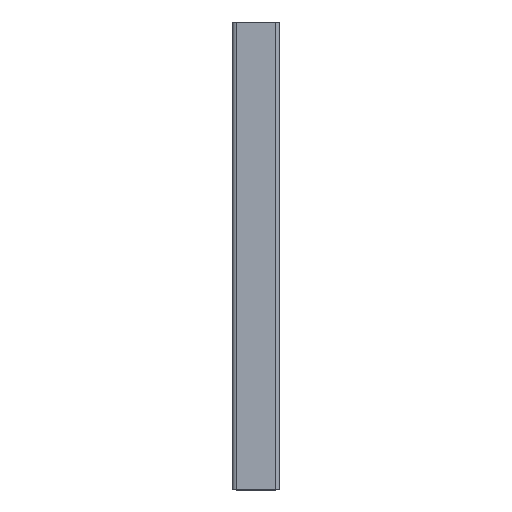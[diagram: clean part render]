
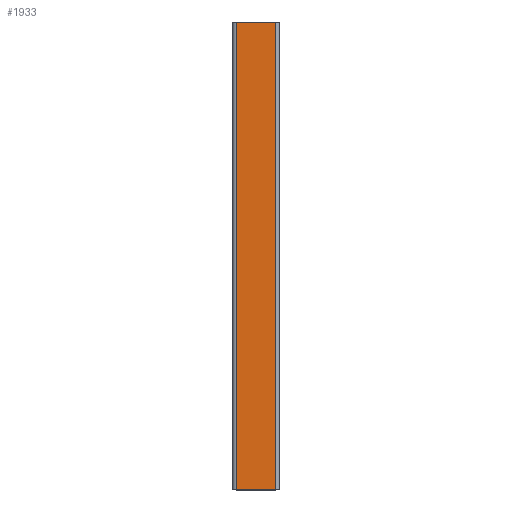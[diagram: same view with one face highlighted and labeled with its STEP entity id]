
A CAD part, top view. The second image highlights one B-rep face of the part: STEP entity #1933.
In plain terms, the highlighted planar face has unit normal (0, 0, 1).
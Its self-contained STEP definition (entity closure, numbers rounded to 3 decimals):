
#419 = DIRECTION ( 'NONE',  ( 0., -1., 0. ) ) ;
#443 = DIRECTION ( 'NONE',  ( 1., 0., 0. ) ) ;
#509 = CARTESIAN_POINT ( 'NONE',  ( -8.5, 0., 10. ) ) ;
#537 = CARTESIAN_POINT ( 'NONE',  ( 0., 200., 10. ) ) ;
#576 = VECTOR ( 'NONE', #2978, 1000. ) ;
#581 = VERTEX_POINT ( 'NONE', #737 ) ;
#618 = AXIS2_PLACEMENT_3D ( 'NONE', #860, #810, #443 ) ;
#645 = EDGE_CURVE ( 'NONE', #581, #1149, #3806, .T. ) ;
#694 = VECTOR ( 'NONE', #3814, 1000. ) ;
#737 = CARTESIAN_POINT ( 'NONE',  ( 8.5, 200., 10. ) ) ;
#779 = ORIENTED_EDGE ( 'NONE', *, *, #645, .F. ) ;
#810 = DIRECTION ( 'NONE',  ( 0., 0., 1. ) ) ;
#860 = CARTESIAN_POINT ( 'NONE',  ( -8.5, 0., 10. ) ) ;
#903 = ORIENTED_EDGE ( 'NONE', *, *, #1640, .F. ) ;
#1149 = VERTEX_POINT ( 'NONE', #2110 ) ;
#1352 = DIRECTION ( 'NONE',  ( 1., 0., 0. ) ) ;
#1376 = VERTEX_POINT ( 'NONE', #1609 ) ;
#1471 = LINE ( 'NONE', #537, #4873 ) ;
#1546 = CARTESIAN_POINT ( 'NONE',  ( -8.5, 200., 10. ) ) ;
#1609 = CARTESIAN_POINT ( 'NONE',  ( -8.5, 0., 10. ) ) ;
#1640 = EDGE_CURVE ( 'NONE', #2473, #581, #1471, .T. ) ;
#1642 = EDGE_CURVE ( 'NONE', #1376, #1149, #3802, .T. ) ;
#1933 = ADVANCED_FACE ( 'NONE', ( #4563 ), #4036, .T. ) ;
#1944 = ORIENTED_EDGE ( 'NONE', *, *, #4441, .T. ) ;
#2041 = VECTOR ( 'NONE', #419, 1000. ) ;
#2110 = CARTESIAN_POINT ( 'NONE',  ( 8.5, 0., 10. ) ) ;
#2473 = VERTEX_POINT ( 'NONE', #1546 ) ;
#2978 = DIRECTION ( 'NONE',  ( 1., 0., 0. ) ) ;
#3802 = LINE ( 'NONE', #4989, #576 ) ;
#3806 = LINE ( 'NONE', #4077, #2041 ) ;
#3814 = DIRECTION ( 'NONE',  ( 0., -1., 0. ) ) ;
#3938 = LINE ( 'NONE', #509, #694 ) ;
#4036 = PLANE ( 'NONE',  #618 ) ;
#4077 = CARTESIAN_POINT ( 'NONE',  ( 8.5, 0., 10. ) ) ;
#4391 = EDGE_LOOP ( 'NONE', ( #4872, #779, #903, #1944 ) ) ;
#4441 = EDGE_CURVE ( 'NONE', #2473, #1376, #3938, .T. ) ;
#4563 = FACE_OUTER_BOUND ( 'NONE', #4391, .T. ) ;
#4872 = ORIENTED_EDGE ( 'NONE', *, *, #1642, .T. ) ;
#4873 = VECTOR ( 'NONE', #1352, 1000. ) ;
#4989 = CARTESIAN_POINT ( 'NONE',  ( -8.5, 0., 10. ) ) ;
